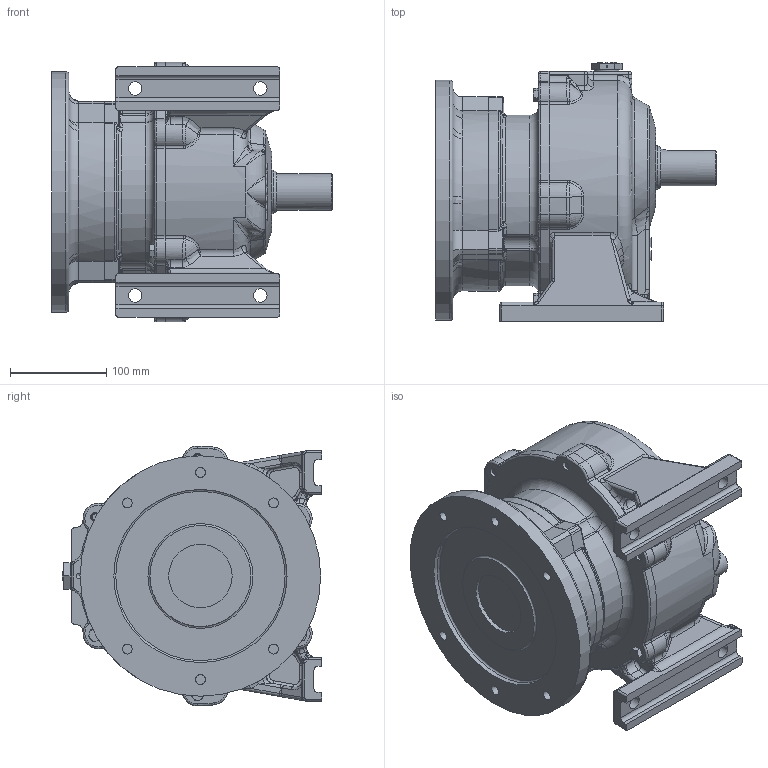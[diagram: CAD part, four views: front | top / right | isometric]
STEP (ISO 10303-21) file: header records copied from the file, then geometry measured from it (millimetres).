
FILE_DESCRIPTION (( 'STEP AP214' ), '1' );
FILE_NAME ('FN_FHI_2.2_R5.stp', '2022-06-23T00:16:27', ( 'Windows 餌辨濠' ), ( '' ), 'SwSTEP 2.0', 'SolidWorks 2021', '' );
FILE_SCHEMA (( 'AUTOMOTIVE_DESIGN' ));
Length unit declared in the file: millimetre
Products named in the file (1): FN_FHI_2.2_R5
Bounding box: 292 x 269.5 x 270 mm (x, y, z)
Volume: 8819365.7 mm3; surface area: 575345.6 mm2
Topology: 13 solids, 13 shells, 1135 faces, 2753 edges, 1639 vertices
Faces by surface type: plane 302, cylinder 296, bspline 280, torus 160, cone 85, sphere 12
Full cylindrical faces by diameter (mm): 1.5 x1, 6 x1, 6.8 x3, 8 x6, 8.376 x6, 9 x9, 10 x1, 10.2 x6, 11.6 x6, 14 x4, 15.806 x2, 18 x1, 26 x1, 38 x1, 45 x1, 49.8 x1, 64 x1, 66 x1, 68 x2, 85 x1, 180 x1, 218 x1, 227 x1, 232 x1, 250 x1
Entity records: 55203 total; most frequent: CARTESIAN_POINT 30751, ORIENTED_EDGE 5042, DIRECTION 4481, EDGE_CURVE 2521, AXIS2_PLACEMENT_3D 1802, VERTEX_POINT 1588, EDGE_LOOP 1355, FACE_OUTER_BOUND 1221
